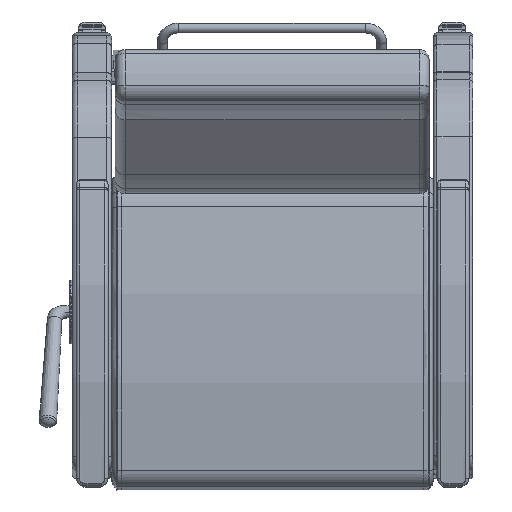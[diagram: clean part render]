
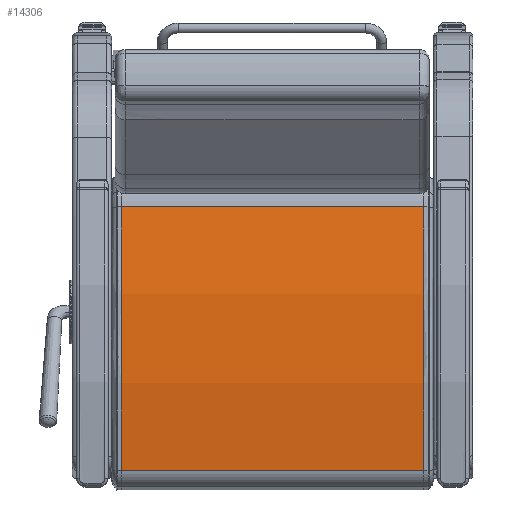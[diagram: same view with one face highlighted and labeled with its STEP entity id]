
A CAD part, front view. The second image highlights one B-rep face of the part: STEP entity #14306.
In plain terms, the highlighted free-form (B-spline) face has degree [1, 2] with [2, 3] control points.
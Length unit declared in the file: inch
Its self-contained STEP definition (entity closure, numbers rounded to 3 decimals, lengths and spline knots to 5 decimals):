
#45=(
BOUNDED_SURFACE()
B_SPLINE_SURFACE(1,2,((#24795,#24796,#24797),(#24798,#24799,#24800)),
 .UNSPECIFIED.,.F.,.F.,.F.)
B_SPLINE_SURFACE_WITH_KNOTS((2,2),(3,3),(-0.19254,0.19254),
(1.36178,1.69928),.UNSPECIFIED.)
GEOMETRIC_REPRESENTATION_ITEM()
RATIONAL_B_SPLINE_SURFACE(((1.,0.986,1.),(1.,0.986,
1.)))
REPRESENTATION_ITEM('')
SURFACE()
);
#1217=ELLIPSE('',#15827,60.05357,60.);
#1229=ELLIPSE('',#15869,60.05357,60.);
#1615=LINE('',#24794,#2483);
#1616=LINE('',#24801,#2484);
#2483=VECTOR('',#18613,0.3937);
#2484=VECTOR('',#18614,0.3937);
#3563=FACE_OUTER_BOUND('',#4558,.T.);
#4558=EDGE_LOOP('',(#10739,#10740,#10741,#10742));
#6539=VERTEX_POINT('',#23967);
#6540=VERTEX_POINT('',#23990);
#6580=VERTEX_POINT('',#24207);
#6581=VERTEX_POINT('',#24230);
#8007=EDGE_CURVE('',#6540,#6539,#1217,.T.);
#8066=EDGE_CURVE('',#6581,#6580,#1229,.T.);
#8146=EDGE_CURVE('',#6539,#6581,#1615,.T.);
#8147=EDGE_CURVE('',#6540,#6580,#1616,.T.);
#10739=ORIENTED_EDGE('',*,*,#8007,.F.);
#10740=ORIENTED_EDGE('',*,*,#8147,.T.);
#10741=ORIENTED_EDGE('',*,*,#8066,.F.);
#10742=ORIENTED_EDGE('',*,*,#8146,.F.);
#14306=ADVANCED_FACE('',(#3563),#45,.F.);
#15827=AXIS2_PLACEMENT_3D('',#23992,#18366,#18367);
#15869=AXIS2_PLACEMENT_3D('',#24232,#18475,#18476);
#18366=DIRECTION('center_axis',(0.,0.,-1.));
#18367=DIRECTION('ref_axis',(1.,0.,0.));
#18475=DIRECTION('center_axis',(0.,0.,1.));
#18476=DIRECTION('ref_axis',(1.,0.,0.));
#18613=DIRECTION('',(0.,0.,1.));
#18614=DIRECTION('',(0.,0.,1.));
#23967=CARTESIAN_POINT('',(10.1114,0.44486,-11.5625));
#23990=CARTESIAN_POINT('',(-10.04459,1.25621,-11.5625));
#23992=CARTESIAN_POINT('Origin',(-2.34979,-58.24922,-11.5625));
#24207=CARTESIAN_POINT('',(-10.04459,1.25621,11.5625));
#24230=CARTESIAN_POINT('',(10.1114,0.44486,11.5625));
#24232=CARTESIAN_POINT('Origin',(-2.34979,-58.24922,11.5625));
#24794=CARTESIAN_POINT('',(10.1114,0.44486,0.));
#24795=CARTESIAN_POINT('Ctrl Pts',(10.1114,0.44486,-11.5625));
#24796=CARTESIAN_POINT('Ctrl Pts',(0.10258,2.56602,-11.5625));
#24797=CARTESIAN_POINT('Ctrl Pts',(-10.04459,1.25621,-11.5625));
#24798=CARTESIAN_POINT('Ctrl Pts',(10.1114,0.44486,11.5625));
#24799=CARTESIAN_POINT('Ctrl Pts',(0.10258,2.56602,11.5625));
#24800=CARTESIAN_POINT('Ctrl Pts',(-10.04459,1.25621,11.5625));
#24801=CARTESIAN_POINT('',(-10.04459,1.25621,0.));
